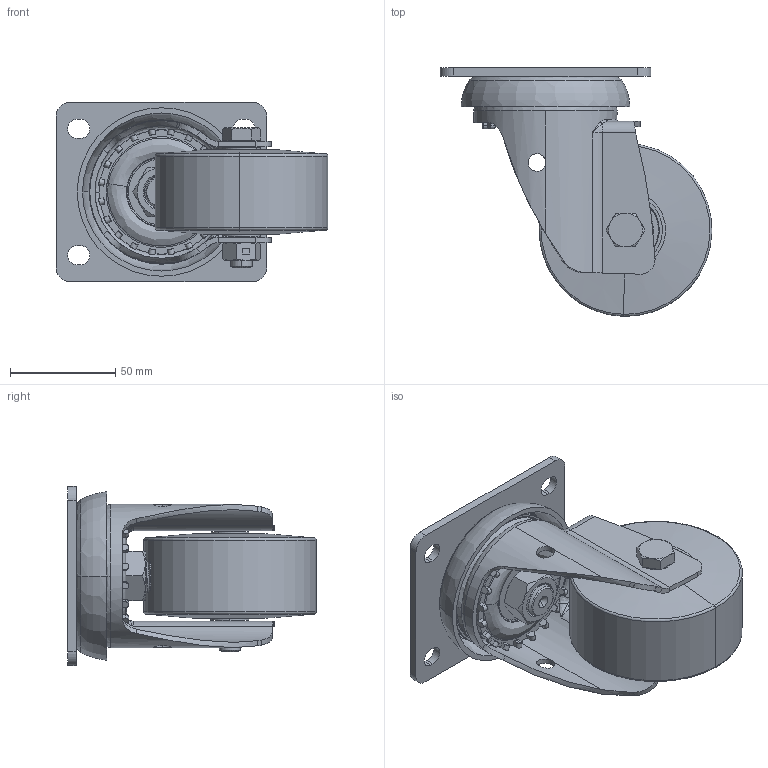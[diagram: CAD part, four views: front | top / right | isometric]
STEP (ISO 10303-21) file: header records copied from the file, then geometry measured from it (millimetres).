
FILE_DESCRIPTION (( 'STEP AP214' ), '1' );
FILE_NAME ('0047347.step', '2022-09-09T11:01:12', ( '' ), ( '' ), 'SwSTEP 2.0', 'SolidWorks 2020', '' );
FILE_SCHEMA (( 'AUTOMOTIVE_DESIGN' ));
Length unit declared in the file: millimetre
Products named in the file (1): 0047347
Bounding box: 128.99 x 117.99 x 85 mm (x, y, z)
Volume: 301477.6 mm3; surface area: 135245.4 mm2
Topology: 25 solids, 25 shells, 647 faces, 1689 edges, 1102 vertices
Faces by surface type: cylinder 212, plane 178, bspline 146, cone 57, torus 54
Entity records: 43997 total; most frequent: CARTESIAN_POINT 21576, ORIENTED_EDGE 3372, DIRECTION 2811, EDGE_CURVE 1686, AXIS2_PLACEMENT_3D 1116, VERTEX_POINT 1102, EDGE_LOOP 722, UNCERTAINTY_MEASURE_WITH_UNIT 674
